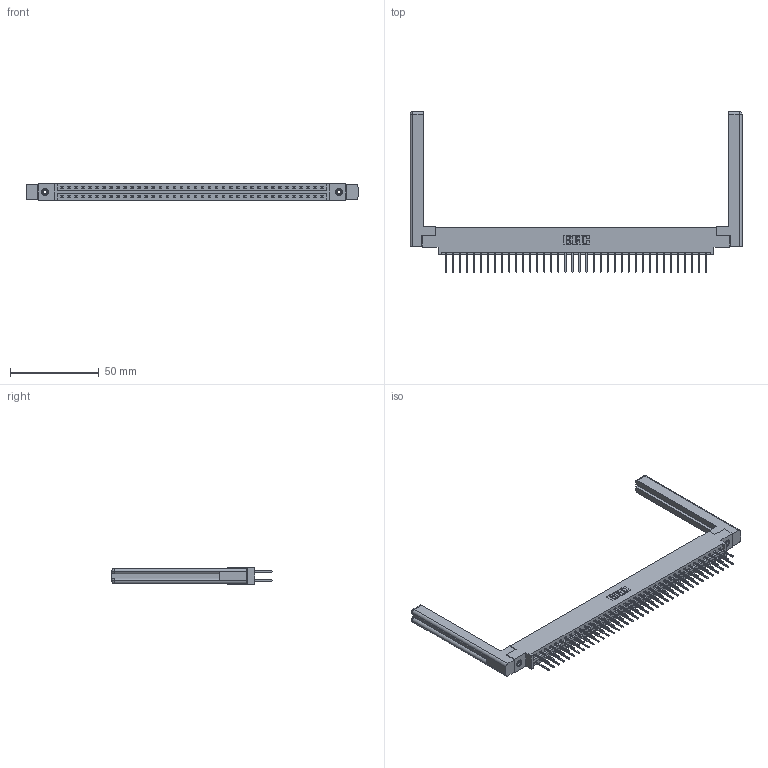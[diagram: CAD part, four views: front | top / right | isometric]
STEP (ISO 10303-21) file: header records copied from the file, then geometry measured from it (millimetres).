
FILE_DESCRIPTION (( 'STEP AP203' ), '1' );
FILE_NAME ('387-076-523-858.STEP', '2019-10-22T03:20:50', ( '' ), ( '' ), 'SwSTEP 2.0', 'SolidWorks 2016', '' );
FILE_SCHEMA (( 'CONFIG_CONTROL_DESIGN' ));
Length unit declared in the file: inch
Products named in the file (5): 345-292-001_345-293-123; 337 Part_0.170 Offset - 0.156 Dia-TI; 345-250-001_345-250-001-102; 307-220-058; 387-076-523-858
Assembly tree (81 placements, depth 2):
  387-076-523-858
    337 Part_0.170 Offset - 0.156 Dia-TI
    345-292-001_345-293-123  x76
    345-250-001_345-250-001-102  x2
    307-220-058  x2
Bounding box: 187.2 x 90.56 x 9.4 mm (x, y, z)
Volume: 26855.8 mm3; surface area: 28142.1 mm2
Topology: 81 solids, 81 shells, 4364 faces, 12913 edges, 8494 vertices
Faces by surface type: plane 3046, cylinder 1294, cone 12, torus 12
Entity records: 32764 total; most frequent: CARTESIAN_POINT 5533, ORIENTED_EDGE 5408, DIRECTION 4728, EDGE_CURVE 2704, VECTOR 2528, LINE 2528, VERTEX_POINT 1794, AXIS2_PLACEMENT_3D 1100
